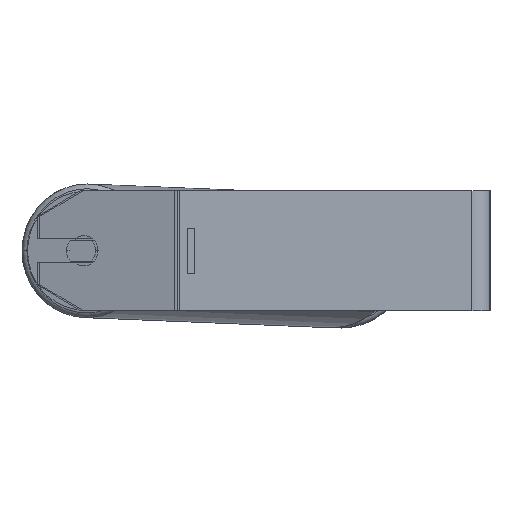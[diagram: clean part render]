
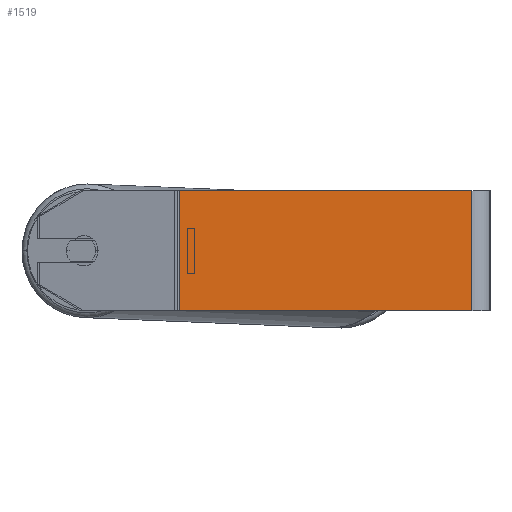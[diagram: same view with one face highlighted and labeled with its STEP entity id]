
A CAD part, left-side view. The second image highlights one B-rep face of the part: STEP entity #1519.
In plain terms, the highlighted planar face has unit normal (-1, 0, 0).
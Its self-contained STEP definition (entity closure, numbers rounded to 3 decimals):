
#142 = LINE ( 'NONE', #5536, #3552 ) ;
#449 = AXIS2_PLACEMENT_3D ( 'NONE', #5369, #6612, #3198 ) ;
#706 = ORIENTED_EDGE ( 'NONE', *, *, #5821, .T. ) ;
#1215 = PLANE ( 'NONE',  #449 ) ;
#1318 = LINE ( 'NONE', #4806, #7676 ) ;
#1519 = ADVANCED_FACE ( 'NONE', ( #5327 ), #1215, .F. ) ;
#1575 = CARTESIAN_POINT ( 'NONE',  ( -1000., 206.565, 40. ) ) ;
#1675 = EDGE_CURVE ( 'NONE', #3440, #5215, #142, .T. ) ;
#1826 = EDGE_CURVE ( 'NONE', #4705, #8667, #1318, .T. ) ;
#2553 = CARTESIAN_POINT ( 'NONE',  ( -1000., 12., 40. ) ) ;
#2842 = ORIENTED_EDGE ( 'NONE', *, *, #7134, .F. ) ;
#2850 = CARTESIAN_POINT ( 'NONE',  ( -1000., 206.565, -40. ) ) ;
#3198 = DIRECTION ( 'NONE',  ( 0., 1., 0. ) ) ;
#3306 = DIRECTION ( 'NONE',  ( 0., -1., 0. ) ) ;
#3317 = VECTOR ( 'NONE', #8534, 1000. ) ;
#3402 = CARTESIAN_POINT ( 'NONE',  ( -1000., 12., -40. ) ) ;
#3440 = VERTEX_POINT ( 'NONE', #2850 ) ;
#3552 = VECTOR ( 'NONE', #4876, 1000. ) ;
#3786 = CARTESIAN_POINT ( 'NONE',  ( -1000., 206.565, 40. ) ) ;
#4010 = LINE ( 'NONE', #6057, #4620 ) ;
#4620 = VECTOR ( 'NONE', #5386, 1000. ) ;
#4705 = VERTEX_POINT ( 'NONE', #1575 ) ;
#4806 = CARTESIAN_POINT ( 'NONE',  ( -1000., 208.145, 40. ) ) ;
#4876 = DIRECTION ( 'NONE',  ( 0., -1., 0. ) ) ;
#5215 = VERTEX_POINT ( 'NONE', #3402 ) ;
#5327 = FACE_OUTER_BOUND ( 'NONE', #6003, .T. ) ;
#5369 = CARTESIAN_POINT ( 'NONE',  ( -1000., 208.145, 40. ) ) ;
#5386 = DIRECTION ( 'NONE',  ( 0., 0., -1. ) ) ;
#5536 = CARTESIAN_POINT ( 'NONE',  ( -1000., 208.145, -40. ) ) ;
#5821 = EDGE_CURVE ( 'NONE', #4705, #3440, #7254, .T. ) ;
#6003 = EDGE_LOOP ( 'NONE', ( #8497, #2842, #6774, #706 ) ) ;
#6057 = CARTESIAN_POINT ( 'NONE',  ( -1000., 12., 40. ) ) ;
#6612 = DIRECTION ( 'NONE',  ( 1., 0., 0. ) ) ;
#6774 = ORIENTED_EDGE ( 'NONE', *, *, #1826, .F. ) ;
#7134 = EDGE_CURVE ( 'NONE', #8667, #5215, #4010, .T. ) ;
#7254 = LINE ( 'NONE', #3786, #3317 ) ;
#7676 = VECTOR ( 'NONE', #3306, 1000. ) ;
#8497 = ORIENTED_EDGE ( 'NONE', *, *, #1675, .T. ) ;
#8534 = DIRECTION ( 'NONE',  ( 0., 0., -1. ) ) ;
#8667 = VERTEX_POINT ( 'NONE', #2553 ) ;
